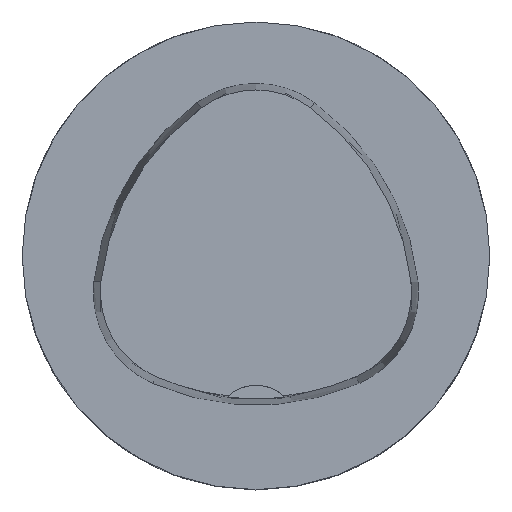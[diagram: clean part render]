
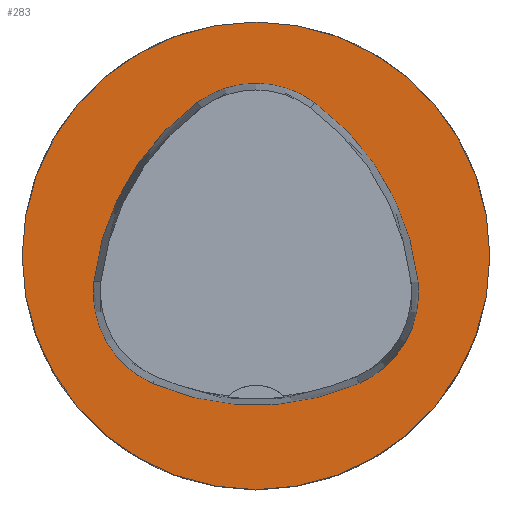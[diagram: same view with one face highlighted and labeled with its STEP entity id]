
A CAD part, top view. The second image highlights one B-rep face of the part: STEP entity #283.
In plain terms, the highlighted planar face has unit normal (0, 0, 1).
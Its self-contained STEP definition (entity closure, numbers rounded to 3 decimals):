
#232=PLANE('',#946);
#283=ADVANCED_FACE('',(#339,#340),#232,.T.);
#339=FACE_BOUND('',#397,.T.);
#340=FACE_BOUND('',#398,.T.);
#397=EDGE_LOOP('',(#578,#579,#580,#581,#582,#583));
#398=EDGE_LOOP('',(#584));
#578=ORIENTED_EDGE('',*,*,#791,.T.);
#579=ORIENTED_EDGE('',*,*,#771,.T.);
#580=ORIENTED_EDGE('',*,*,#775,.T.);
#581=ORIENTED_EDGE('',*,*,#778,.T.);
#582=ORIENTED_EDGE('',*,*,#781,.T.);
#583=ORIENTED_EDGE('',*,*,#789,.T.);
#584=ORIENTED_EDGE('',*,*,#718,.F.);
#643=VERTEX_POINT('',#1278);
#682=VERTEX_POINT('',#1396);
#683=VERTEX_POINT('',#1397);
#686=VERTEX_POINT('',#1405);
#688=VERTEX_POINT('',#1411);
#690=VERTEX_POINT('',#1417);
#697=VERTEX_POINT('',#1438);
#718=EDGE_CURVE('',#643,#643,#811,.T.);
#771=EDGE_CURVE('',#682,#683,#820,.T.);
#775=EDGE_CURVE('',#683,#686,#822,.T.);
#778=EDGE_CURVE('',#686,#688,#824,.T.);
#781=EDGE_CURVE('',#688,#690,#826,.T.);
#789=EDGE_CURVE('',#690,#697,#830,.T.);
#791=EDGE_CURVE('',#697,#682,#832,.T.);
#811=CIRCLE('',#885,40.);
#820=CIRCLE('',#924,44.);
#822=CIRCLE('',#927,17.);
#824=CIRCLE('',#930,44.);
#826=CIRCLE('',#933,17.);
#830=CIRCLE('',#938,44.);
#832=CIRCLE('',#941,17.);
#885=AXIS2_PLACEMENT_3D('',#1277,#1006,#1007);
#924=AXIS2_PLACEMENT_3D('',#1395,#1124,#1125);
#927=AXIS2_PLACEMENT_3D('',#1404,#1132,#1133);
#930=AXIS2_PLACEMENT_3D('',#1410,#1139,#1140);
#933=AXIS2_PLACEMENT_3D('',#1416,#1146,#1147);
#938=AXIS2_PLACEMENT_3D('',#1439,#1158,#1159);
#941=AXIS2_PLACEMENT_3D('',#1442,#1164,#1165);
#946=AXIS2_PLACEMENT_3D('',#1447,#1174,#1175);
#1006=DIRECTION('',(0.,0.,-1.));
#1007=DIRECTION('',(-1.,0.,0.));
#1124=DIRECTION('',(0.,0.,-1.));
#1125=DIRECTION('',(-1.,0.,0.));
#1132=DIRECTION('',(0.,0.,-1.));
#1133=DIRECTION('',(-1.,0.,0.));
#1139=DIRECTION('',(0.,0.,-1.));
#1140=DIRECTION('',(-1.,0.,0.));
#1146=DIRECTION('',(0.,0.,-1.));
#1147=DIRECTION('',(-1.,0.,0.));
#1158=DIRECTION('',(0.,0.,-1.));
#1159=DIRECTION('',(-1.,0.,0.));
#1164=DIRECTION('',(0.,0.,-1.));
#1165=DIRECTION('',(-1.,0.,0.));
#1174=DIRECTION('',(0.,0.,1.));
#1175=DIRECTION('',(1.,0.,0.));
#1277=CARTESIAN_POINT('',(0.,0.,0.));
#1278=CARTESIAN_POINT('',(-40.,0.,0.));
#1395=CARTESIAN_POINT('',(16.01,-9.224,0.));
#1396=CARTESIAN_POINT('',(-27.722,-4.378,0.));
#1397=CARTESIAN_POINT('',(-10.119,26.178,0.));
#1404=CARTESIAN_POINT('',(-0.023,12.5,0.));
#1405=CARTESIAN_POINT('',(10.049,26.194,0.));
#1410=CARTESIAN_POINT('',(-16.021,-9.25,0.));
#1411=CARTESIAN_POINT('',(27.71,-4.394,0.));
#1416=CARTESIAN_POINT('',(10.814,-6.27,0.));
#1417=CARTESIAN_POINT('',(17.611,-21.852,0.));
#1438=CARTESIAN_POINT('',(-17.652,-21.819,0.));
#1439=CARTESIAN_POINT('',(0.017,18.477,0.));
#1442=CARTESIAN_POINT('',(-10.825,-6.25,0.));
#1447=CARTESIAN_POINT('',(0.,0.,0.));
